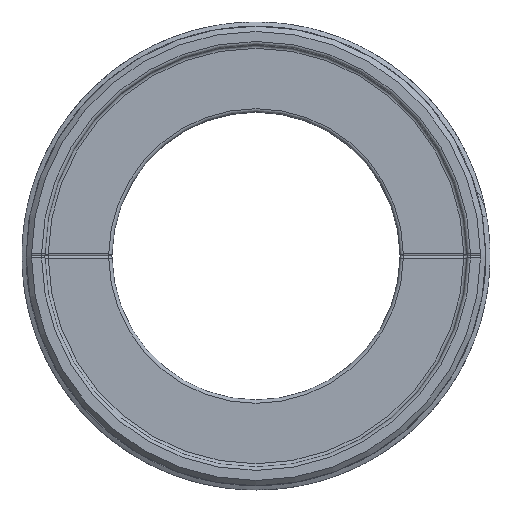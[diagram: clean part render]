
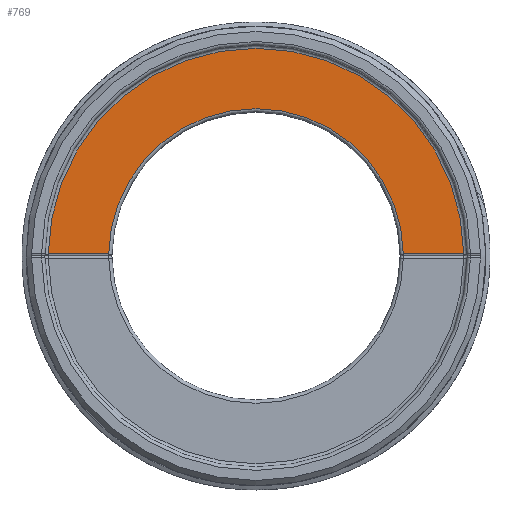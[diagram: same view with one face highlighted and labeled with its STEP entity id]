
A CAD part, top view. The second image highlights one B-rep face of the part: STEP entity #769.
In plain terms, the highlighted planar face has unit normal (0, 0, 1).
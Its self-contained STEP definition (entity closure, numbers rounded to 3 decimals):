
#769=ADVANCED_FACE('',(#1364),#1159,.T.);
#1159=PLANE('',#7043);
#1364=FACE_OUTER_BOUND('',#1759,.T.);
#1759=EDGE_LOOP('',(#2499,#2500,#2501,#2502));
#2214=CIRCLE('',#7041,21.95);
#2215=CIRCLE('',#7042,30.95);
#2499=ORIENTED_EDGE('',*,*,#5133,.T.);
#2500=ORIENTED_EDGE('',*,*,#5134,.T.);
#2501=ORIENTED_EDGE('',*,*,#5135,.T.);
#2502=ORIENTED_EDGE('',*,*,#5136,.T.);
#4487=VERTEX_POINT('',#10461);
#4488=VERTEX_POINT('',#10462);
#4489=VERTEX_POINT('',#10464);
#4490=VERTEX_POINT('',#10466);
#5133=EDGE_CURVE('',#4487,#4488,#2214,.T.);
#5134=EDGE_CURVE('',#4488,#4489,#6010,.T.);
#5135=EDGE_CURVE('',#4489,#4490,#2215,.T.);
#5136=EDGE_CURVE('',#4490,#4487,#6011,.T.);
#6010=LINE('',#10463,#6466);
#6011=LINE('',#10467,#6467);
#6466=VECTOR('',#7784,1.);
#6467=VECTOR('',#7787,1.);
#7041=AXIS2_PLACEMENT_3D('',#10460,#7782,#7783);
#7042=AXIS2_PLACEMENT_3D('',#10465,#7785,#7786);
#7043=AXIS2_PLACEMENT_3D('',#10468,#7788,#7789);
#7782=DIRECTION('',(0.,0.,-1.));
#7783=DIRECTION('',(0.,1.,0.));
#7784=DIRECTION('',(1.,0.,0.));
#7785=DIRECTION('',(0.,0.,1.));
#7786=DIRECTION('',(0.,1.,0.));
#7787=DIRECTION('',(1.,0.,0.));
#7788=DIRECTION('',(0.,0.,1.));
#7789=DIRECTION('',(0.,1.,0.));
#10460=CARTESIAN_POINT('',(0.,0.,2.5));
#10461=CARTESIAN_POINT('',(-21.948,0.3,2.5));
#10462=CARTESIAN_POINT('',(21.948,0.3,2.5));
#10463=CARTESIAN_POINT('',(30.95,0.3,2.5));
#10464=CARTESIAN_POINT('',(30.949,0.3,2.5));
#10465=CARTESIAN_POINT('',(0.,0.,2.5));
#10466=CARTESIAN_POINT('',(-30.949,0.3,2.5));
#10467=CARTESIAN_POINT('',(-21.95,0.3,2.5));
#10468=CARTESIAN_POINT('',(0.,0.,2.5));
